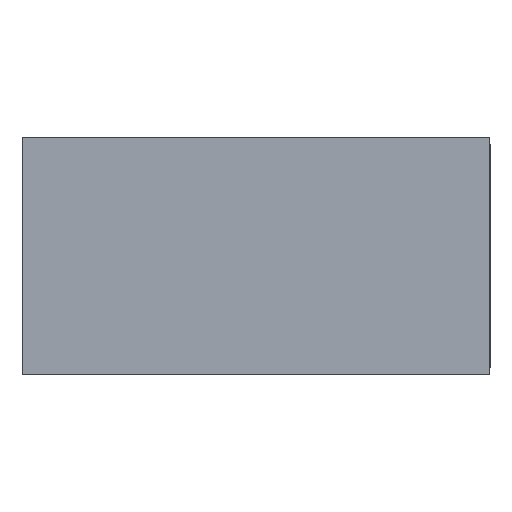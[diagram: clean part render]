
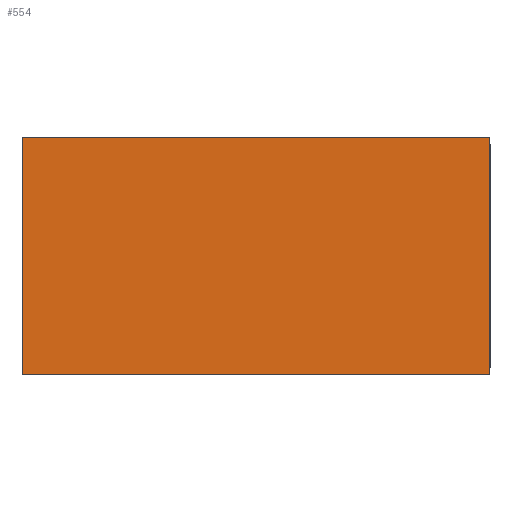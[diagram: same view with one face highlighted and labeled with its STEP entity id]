
A CAD part, top view. The second image highlights one B-rep face of the part: STEP entity #554.
In plain terms, the highlighted planar face has unit normal (0, 0, 1).
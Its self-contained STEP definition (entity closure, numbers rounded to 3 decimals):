
#23 = CARTESIAN_POINT ( 'NONE',  ( 0., 1.6, 0.553 ) ) ;
#45 = DIRECTION ( 'NONE',  ( 1., 0., 0. ) ) ;
#49 = CARTESIAN_POINT ( 'NONE',  ( -3.15, 0., 0.553 ) ) ;
#74 = ORIENTED_EDGE ( 'NONE', *, *, #505, .F. ) ;
#91 = EDGE_CURVE ( 'NONE', #119, #227, #495, .T. ) ;
#98 = DIRECTION ( 'NONE',  ( 0., 0., 1. ) ) ;
#100 = DIRECTION ( 'NONE',  ( 0., -1., 0. ) ) ;
#119 = VERTEX_POINT ( 'NONE', #551 ) ;
#132 = ORIENTED_EDGE ( 'NONE', *, *, #91, .F. ) ;
#149 = CARTESIAN_POINT ( 'NONE',  ( 0., 0., 0.553 ) ) ;
#161 = DIRECTION ( 'NONE',  ( 1., 0., 0. ) ) ;
#169 = CARTESIAN_POINT ( 'NONE',  ( -3.15, -1.6, 0.553 ) ) ;
#192 = CARTESIAN_POINT ( 'NONE',  ( 3.15, 0., 0.553 ) ) ;
#227 = VERTEX_POINT ( 'NONE', #230 ) ;
#230 = CARTESIAN_POINT ( 'NONE',  ( 3.15, 1.6, 0.553 ) ) ;
#233 = CARTESIAN_POINT ( 'NONE',  ( 3.15, -1.6, 0.553 ) ) ;
#247 = DIRECTION ( 'NONE',  ( 0., 1., 0. ) ) ;
#289 = VERTEX_POINT ( 'NONE', #233 ) ;
#333 = LINE ( 'NONE', #535, #574 ) ;
#357 = VECTOR ( 'NONE', #161, 1000. ) ;
#416 = AXIS2_PLACEMENT_3D ( 'NONE', #149, #98, #45 ) ;
#427 = VECTOR ( 'NONE', #100, 1000. ) ;
#441 = VERTEX_POINT ( 'NONE', #169 ) ;
#481 = PLANE ( 'NONE',  #416 ) ;
#483 = ORIENTED_EDGE ( 'NONE', *, *, #573, .F. ) ;
#484 = DIRECTION ( 'NONE',  ( -1., 0., 0. ) ) ;
#487 = LINE ( 'NONE', #49, #517 ) ;
#495 = LINE ( 'NONE', #23, #357 ) ;
#496 = EDGE_CURVE ( 'NONE', #289, #441, #333, .T. ) ;
#505 = EDGE_CURVE ( 'NONE', #227, #289, #532, .T. ) ;
#517 = VECTOR ( 'NONE', #247, 1000. ) ;
#532 = LINE ( 'NONE', #192, #427 ) ;
#534 = EDGE_LOOP ( 'NONE', ( #631, #74, #132, #483 ) ) ;
#535 = CARTESIAN_POINT ( 'NONE',  ( 0., -1.6, 0.553 ) ) ;
#551 = CARTESIAN_POINT ( 'NONE',  ( -3.15, 1.6, 0.553 ) ) ;
#554 = ADVANCED_FACE ( 'NONE', ( #587 ), #481, .T. ) ;
#573 = EDGE_CURVE ( 'NONE', #441, #119, #487, .T. ) ;
#574 = VECTOR ( 'NONE', #484, 1000. ) ;
#587 = FACE_OUTER_BOUND ( 'NONE', #534, .T. ) ;
#631 = ORIENTED_EDGE ( 'NONE', *, *, #496, .F. ) ;
